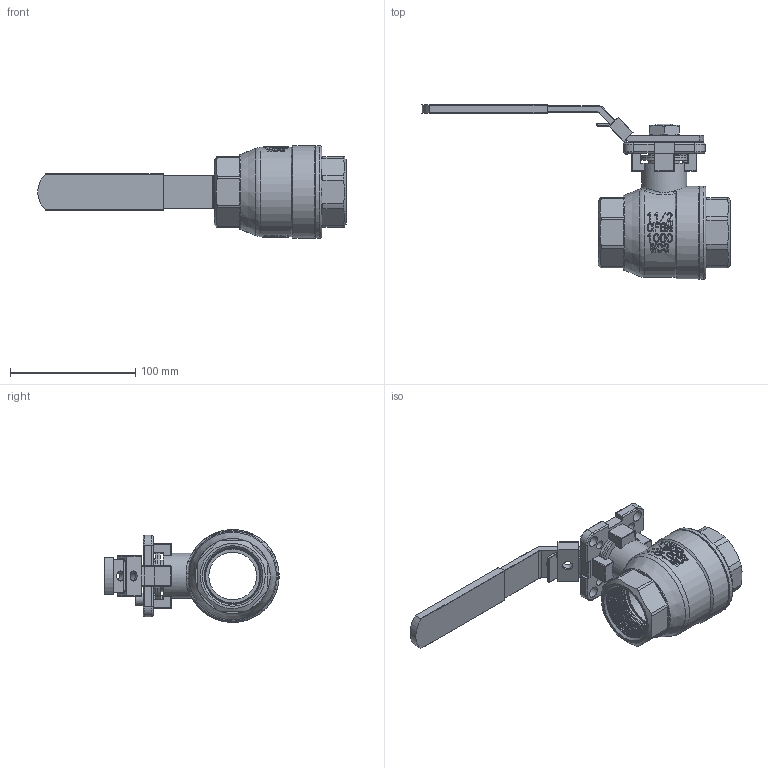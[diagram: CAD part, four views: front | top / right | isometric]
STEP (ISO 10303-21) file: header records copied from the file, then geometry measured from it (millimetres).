
FILE_DESCRIPTION(/* description */ ('Unknown'),/* implementation_level */ '2;1');
FILE_NAME(/* name */ '9650-08',/* time_stamp */ '2023-02-02T09:14:51+01:00',/* author */ ('Unknown'),/* organization */ ('Unknown'),/* preprocessor_version */ 'ST-DEVELOPER v16.7',/* originating_system */ 'Solid Edge',/* authorisation */ 'Unknown');
FILE_SCHEMA (('AUTOMOTIVE_DESIGN {1 0 10303 214 3 1 1}'));
Length unit declared in the file: millimetre
Products named in the file (10): 1.5-1000WOG  KV-L20  DN40; 1.5-1000WOG DN40 ____; hex nut gradec_iso_Hexagon Nut ISO - 4034 - M6 - N; socket head cap screw_iso_ISO 4762 M6 x 16 --- 16N; hex thin nut chamfered gradeab_iso_Hexagon Thin Nut ISO - 4035 - M16 
- N; ________; ____; Griff_DN40; Schließlasche_DN40
Assembly tree (11 placements, depth 3):
  1.5-1000WOG  KV-L20  DN40
    1.5-1000WOG DN40 ____
    hex nut gradec_iso_Hexagon Nut ISO - 4034 - M6 - N
    socket head cap screw_iso_ISO 4762 M6 x 16 --- 16N
    hex thin nut chamfered gradeab_iso_Hexagon Thin Nut ISO - 4035 - M16 
- N  x2
    ________  x2
    ____
    Griff_DN40
      Schließlasche_DN40
      Griff_DN40
Bounding box: 245.7 x 138.9 x 74.04 mm (x, y, z)
Volume: 320488.3 mm3; surface area: 91765.5 mm2
Topology: 10 solids, 10 shells, 756 faces, 2102 edges, 1394 vertices
Faces by surface type: plane 329, cylinder 201, bspline 109, cone 67, torus 29, sphere 21
Full cylindrical faces by diameter (mm): 5 x1, 6 x2, 7 x4, 8 x3, 9 x4, 10 x1, 14 x2, 16 x3, 19 x1, 19.2 x2, 25 x1, 36 x1, 38 x1, 38.6 x2, 40 x1, 43.478 x2, 59.8 x1, 74 x1, 74.036 x1
Entity records: 62242 total; most frequent: CARTESIAN_POINT 44684, ORIENTED_EDGE 3832, DIRECTION 3136, EDGE_CURVE 1916, VERTEX_POINT 1329, AXIS2_PLACEMENT_3D 1148, FACE_BOUND 893, EDGE_LOOP 892
